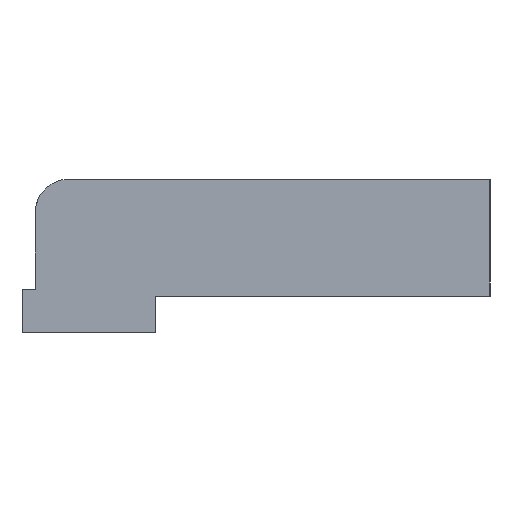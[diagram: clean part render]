
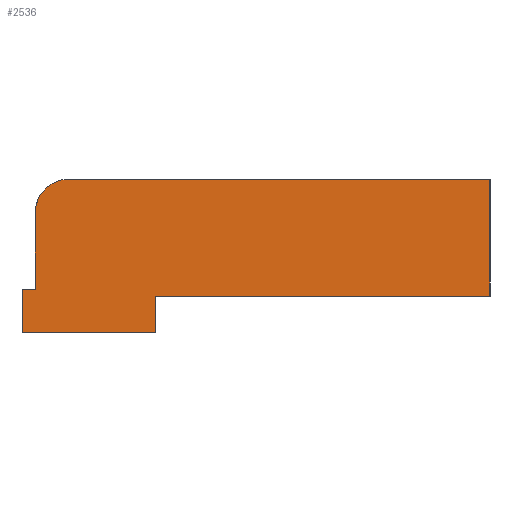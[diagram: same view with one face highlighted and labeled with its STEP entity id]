
A CAD part, left-side view. The second image highlights one B-rep face of the part: STEP entity #2536.
In plain terms, the highlighted planar face has unit normal (-1, 0, 0).
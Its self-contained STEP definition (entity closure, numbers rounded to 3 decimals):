
#2494=AXIS2_PLACEMENT_3D('Plane Axis2P3D',#2491,#2492,#2493) ;
#2498=AXIS2_PLACEMENT_3D('Circle Axis2P3D',#2496,#2497,$) ;
#305=CARTESIAN_POINT('Vertex',(-38.1,63.,90.5)) ;
#308=CARTESIAN_POINT('Line Origine',(-38.1,31.5,90.5)) ;
#312=CARTESIAN_POINT('Vertex',(-38.1,0.,90.5)) ;
#922=CARTESIAN_POINT('Line Origine',(-38.1,25.,73.)) ;
#926=CARTESIAN_POINT('Vertex',(-38.1,0.,73.)) ;
#928=CARTESIAN_POINT('Vertex',(-38.1,50.,73.)) ;
#962=CARTESIAN_POINT('Line Origine',(-38.1,50.,70.25)) ;
#966=CARTESIAN_POINT('Vertex',(-38.1,50.,67.5)) ;
#993=CARTESIAN_POINT('Line Origine',(-38.1,69.,74.)) ;
#997=CARTESIAN_POINT('Vertex',(-38.1,70.,74.)) ;
#999=CARTESIAN_POINT('Vertex',(-38.1,68.,74.)) ;
#2491=CARTESIAN_POINT('Axis2P3D Location',(-38.1,0.,0.)) ;
#2496=CARTESIAN_POINT('Axis2P3D Location',(-38.1,63.,85.5)) ;
#2500=CARTESIAN_POINT('Vertex',(-38.1,68.,85.5)) ;
#2503=CARTESIAN_POINT('Line Origine',(-38.1,68.,79.75)) ;
#2508=CARTESIAN_POINT('Line Origine',(-38.1,70.,70.75)) ;
#2512=CARTESIAN_POINT('Vertex',(-38.1,70.,67.5)) ;
#2515=CARTESIAN_POINT('Line Origine',(-38.1,60.,67.5)) ;
#2520=CARTESIAN_POINT('Line Origine',(-38.1,0.,81.75)) ;
#309=DIRECTION('Vector Direction',(0.,-1.,0.)) ;
#923=DIRECTION('Vector Direction',(0.,1.,0.)) ;
#963=DIRECTION('Vector Direction',(0.,0.,-1.)) ;
#994=DIRECTION('Vector Direction',(0.,-1.,0.)) ;
#2492=DIRECTION('Axis2P3D Direction',(1.,0.,0.)) ;
#2493=DIRECTION('Axis2P3D XDirection',(0.,1.,0.)) ;
#2497=DIRECTION('Axis2P3D Direction',(1.,0.,0.)) ;
#2504=DIRECTION('Vector Direction',(0.,0.,1.)) ;
#2509=DIRECTION('Vector Direction',(0.,0.,1.)) ;
#2516=DIRECTION('Vector Direction',(0.,1.,0.)) ;
#2521=DIRECTION('Vector Direction',(0.,0.,-1.)) ;
#310=VECTOR('Line Direction',#309,1.) ;
#924=VECTOR('Line Direction',#923,1.) ;
#964=VECTOR('Line Direction',#963,1.) ;
#995=VECTOR('Line Direction',#994,1.) ;
#2505=VECTOR('Line Direction',#2504,1.) ;
#2510=VECTOR('Line Direction',#2509,1.) ;
#2517=VECTOR('Line Direction',#2516,1.) ;
#2522=VECTOR('Line Direction',#2521,1.) ;
#2526=ORIENTED_EDGE('',*,*,#314,.F.) ;
#2527=ORIENTED_EDGE('',*,*,#2502,.F.) ;
#2528=ORIENTED_EDGE('',*,*,#2507,.F.) ;
#2529=ORIENTED_EDGE('',*,*,#1001,.F.) ;
#2530=ORIENTED_EDGE('',*,*,#2514,.F.) ;
#2531=ORIENTED_EDGE('',*,*,#2519,.F.) ;
#2532=ORIENTED_EDGE('',*,*,#968,.F.) ;
#2533=ORIENTED_EDGE('',*,*,#930,.F.) ;
#2534=ORIENTED_EDGE('',*,*,#2524,.F.) ;
#2536=ADVANCED_FACE('Basetta superiore',(#2535),#2495,.F.) ;
#2499=CIRCLE('generated circle',#2498,5.) ;
#314=EDGE_CURVE('',#306,#313,#311,.T.) ;
#930=EDGE_CURVE('',#927,#929,#925,.T.) ;
#968=EDGE_CURVE('',#929,#967,#965,.T.) ;
#1001=EDGE_CURVE('',#998,#1000,#996,.T.) ;
#2502=EDGE_CURVE('',#2501,#306,#2499,.T.) ;
#2507=EDGE_CURVE('',#1000,#2501,#2506,.T.) ;
#2514=EDGE_CURVE('',#2513,#998,#2511,.T.) ;
#2519=EDGE_CURVE('',#967,#2513,#2518,.T.) ;
#2524=EDGE_CURVE('',#313,#927,#2523,.T.) ;
#2525=EDGE_LOOP('',(#2526,#2527,#2528,#2529,#2530,#2531,#2532,#2533,#2534)) ;
#2535=FACE_OUTER_BOUND('',#2525,.T.) ;
#311=LINE('Line',#308,#310) ;
#925=LINE('Line',#922,#924) ;
#965=LINE('Line',#962,#964) ;
#996=LINE('Line',#993,#995) ;
#2506=LINE('Line',#2503,#2505) ;
#2511=LINE('Line',#2508,#2510) ;
#2518=LINE('Line',#2515,#2517) ;
#2523=LINE('Line',#2520,#2522) ;
#2495=PLANE('',#2494) ;
#306=VERTEX_POINT('',#305) ;
#313=VERTEX_POINT('',#312) ;
#927=VERTEX_POINT('',#926) ;
#929=VERTEX_POINT('',#928) ;
#967=VERTEX_POINT('',#966) ;
#998=VERTEX_POINT('',#997) ;
#1000=VERTEX_POINT('',#999) ;
#2501=VERTEX_POINT('',#2500) ;
#2513=VERTEX_POINT('',#2512) ;
